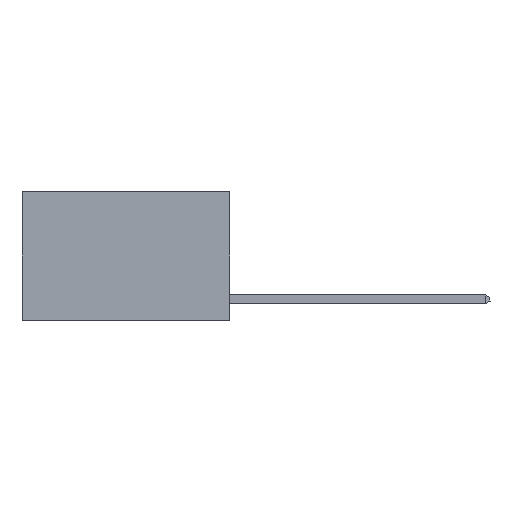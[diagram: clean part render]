
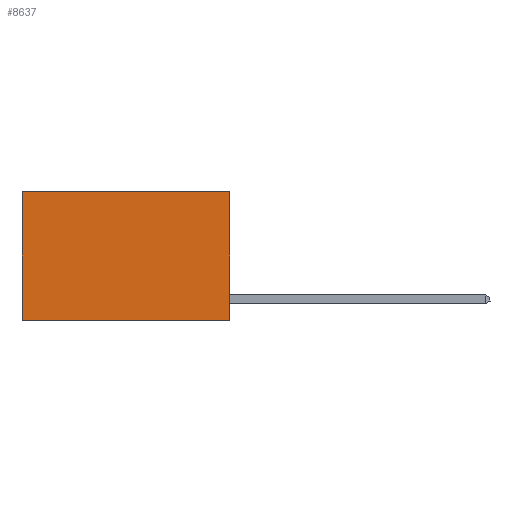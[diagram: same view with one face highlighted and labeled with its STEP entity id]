
A CAD part, left-side view. The second image highlights one B-rep face of the part: STEP entity #8637.
In plain terms, the highlighted planar face has unit normal (-1, 0, 0).
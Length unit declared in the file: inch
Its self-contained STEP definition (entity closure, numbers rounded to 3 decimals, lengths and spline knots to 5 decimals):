
#179 = EDGE_CURVE ( 'NONE', #13898, #4897, #10406, .T. ) ;
#591 = DIRECTION ( 'NONE',  ( 0., 1., 0. ) ) ;
#806 = DIRECTION ( 'NONE',  ( 0., 0., -1. ) ) ;
#1304 = ORIENTED_EDGE ( 'NONE', *, *, #14396, .T. ) ;
#1424 = EDGE_LOOP ( 'NONE', ( #1304, #3104, #6963, #5673 ) ) ;
#2153 = LINE ( 'NONE', #5484, #4595 ) ;
#2933 = EDGE_CURVE ( 'NONE', #13007, #13541, #3304, .T. ) ;
#2946 = CARTESIAN_POINT ( 'NONE',  ( 0.2625, 0., 0. ) ) ;
#3104 = ORIENTED_EDGE ( 'NONE', *, *, #2933, .F. ) ;
#3304 = LINE ( 'NONE', #10399, #3692 ) ;
#3442 = EDGE_CURVE ( 'NONE', #13898, #13007, #2153, .T. ) ;
#3455 = AXIS2_PLACEMENT_3D ( 'NONE', #10770, #14204, #7332 ) ;
#3692 = VECTOR ( 'NONE', #7919, 39.37008 ) ;
#4017 = CARTESIAN_POINT ( 'NONE',  ( 0.2625, 0.6, 0. ) ) ;
#4162 = VECTOR ( 'NONE', #591, 39.37008 ) ;
#4595 = VECTOR ( 'NONE', #806, 39.37008 ) ;
#4636 = CARTESIAN_POINT ( 'NONE',  ( 0.2625, 0., 0. ) ) ;
#4897 = VERTEX_POINT ( 'NONE', #4017 ) ;
#5484 = CARTESIAN_POINT ( 'NONE',  ( 0.2625, 0., 0. ) ) ;
#5673 = ORIENTED_EDGE ( 'NONE', *, *, #179, .T. ) ;
#6161 = PLANE ( 'NONE',  #3455 ) ;
#6284 = DIRECTION ( 'NONE',  ( 0., 0., -1. ) ) ;
#6937 = VECTOR ( 'NONE', #6284, 39.37008 ) ;
#6963 = ORIENTED_EDGE ( 'NONE', *, *, #3442, .F. ) ;
#7332 = DIRECTION ( 'NONE',  ( 0., 0., -1. ) ) ;
#7919 = DIRECTION ( 'NONE',  ( 0., 1., 0. ) ) ;
#8433 = CARTESIAN_POINT ( 'NONE',  ( 0.2625, 0., -0.37 ) ) ;
#8637 = ADVANCED_FACE ( 'NONE', ( #11737 ), #6161, .F. ) ;
#10014 = LINE ( 'NONE', #13217, #6937 ) ;
#10399 = CARTESIAN_POINT ( 'NONE',  ( 0.2625, 0., -0.37 ) ) ;
#10406 = LINE ( 'NONE', #4636, #4162 ) ;
#10770 = CARTESIAN_POINT ( 'NONE',  ( 0.2625, 0., 0. ) ) ;
#11737 = FACE_OUTER_BOUND ( 'NONE', #1424, .T. ) ;
#13007 = VERTEX_POINT ( 'NONE', #8433 ) ;
#13217 = CARTESIAN_POINT ( 'NONE',  ( 0.2625, 0.6, 0. ) ) ;
#13541 = VERTEX_POINT ( 'NONE', #15038 ) ;
#13898 = VERTEX_POINT ( 'NONE', #2946 ) ;
#14204 = DIRECTION ( 'NONE',  ( 1., 0., 0. ) ) ;
#14396 = EDGE_CURVE ( 'NONE', #4897, #13541, #10014, .T. ) ;
#15038 = CARTESIAN_POINT ( 'NONE',  ( 0.2625, 0.6, -0.37 ) ) ;
